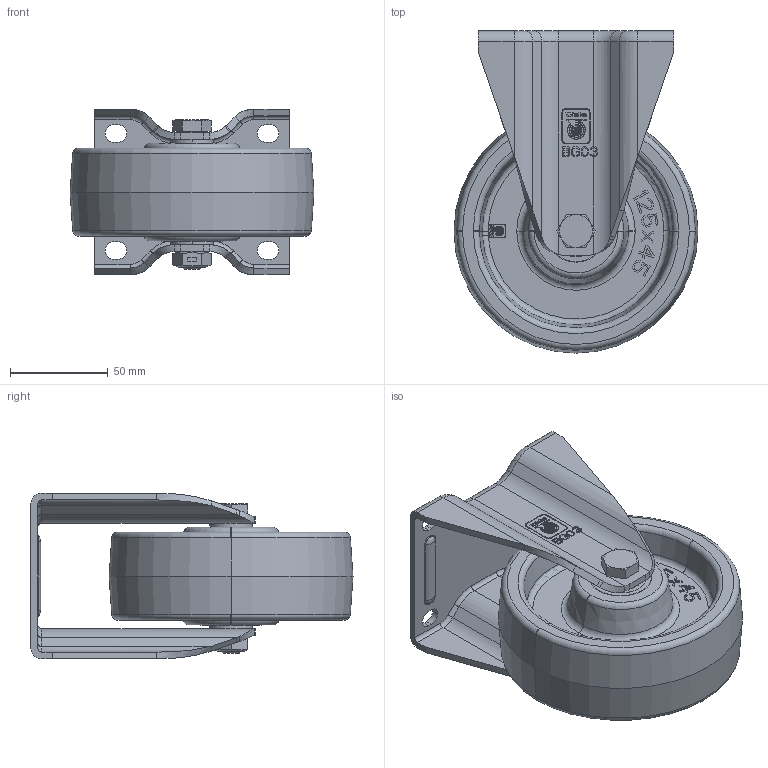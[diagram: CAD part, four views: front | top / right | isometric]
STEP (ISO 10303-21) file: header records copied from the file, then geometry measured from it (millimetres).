
FILE_DESCRIPTION(('STEP AP214'),'1');
FILE_NAME('204211.stp','2018-11-14T09:36:26',('TraceParts'),('TraceParts S.A.'),'Spatial InterOp 3D',' ',' ');
FILE_SCHEMA(('AUTOMOTIVE_DESIGN { 1 0 10303 214 1 1 1 1 }'));
Length unit declared in the file: millimetre
Products named in the file (1): 204211_1
Bounding box: 125 x 165 x 85 mm (x, y, z)
Volume: 453150.3 mm3; surface area: 112383.4 mm2
Topology: 3 solids, 3 shells, 1108 faces, 2943 edges, 1922 vertices
Faces by surface type: plane 713, cylinder 174, extrusion 98, torus 68, cone 27, bspline 24, sphere 4
Entity records: 37363 total; most frequent: CARTESIAN_POINT 9970, ORIENTED_EDGE 5882, DIRECTION 5237, EDGE_CURVE 2941, VECTOR 2225, LINE 2127, VERTEX_POINT 1922, AXIS2_PLACEMENT_3D 1506
